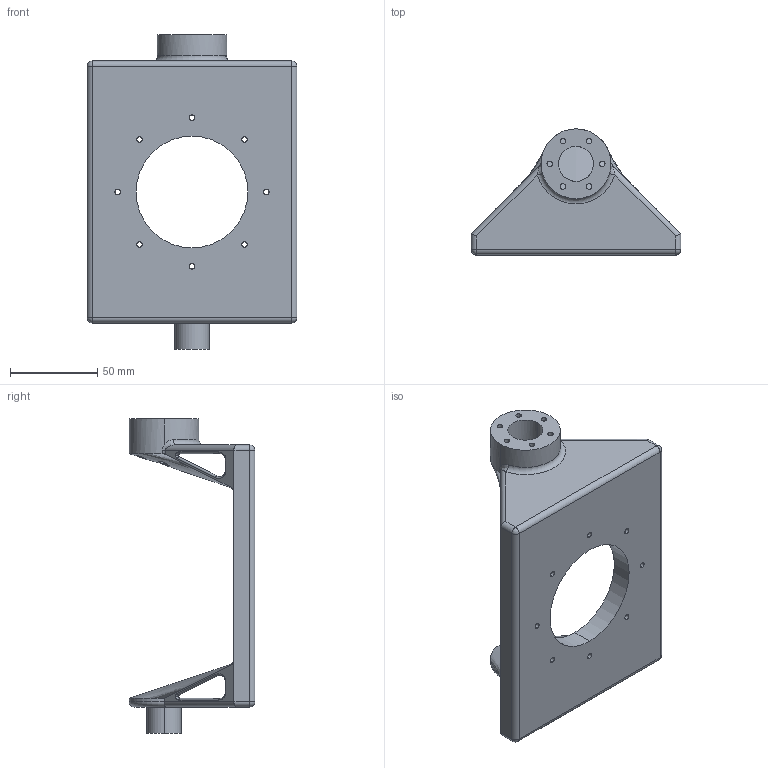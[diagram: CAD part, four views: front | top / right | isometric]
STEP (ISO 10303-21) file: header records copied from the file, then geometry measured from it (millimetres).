
FILE_DESCRIPTION (( 'STEP AP203' ), '1' );
FILE_NAME ('3 TOF1输出件（加工两个）.STEP', '2024-03-24T10:02:59', ( '' ), ( '' ), 'SwSTEP 2.0', 'SolidWorks 2021', '' );
FILE_SCHEMA (( 'CONFIG_CONTROL_DESIGN' ));
Length unit declared in the file: millimetre
Products named in the file (1): 3 TOF1输出件（加工两个）
Bounding box: 120 x 72 x 180 mm (x, y, z)
Volume: 280403.6 mm3; surface area: 68206.7 mm2
Topology: 1 solids, 1 shells, 139 faces, 345 edges, 210 vertices
Faces by surface type: cylinder 87, plane 24, bspline 20, torus 4, sphere 4
Entity records: 5835 total; most frequent: CARTESIAN_POINT 2560, ORIENTED_EDGE 682, DIRECTION 640, EDGE_CURVE 341, AXIS2_PLACEMENT_3D 255, VERTEX_POINT 210, EDGE_LOOP 187, FACE_OUTER_BOUND 139
